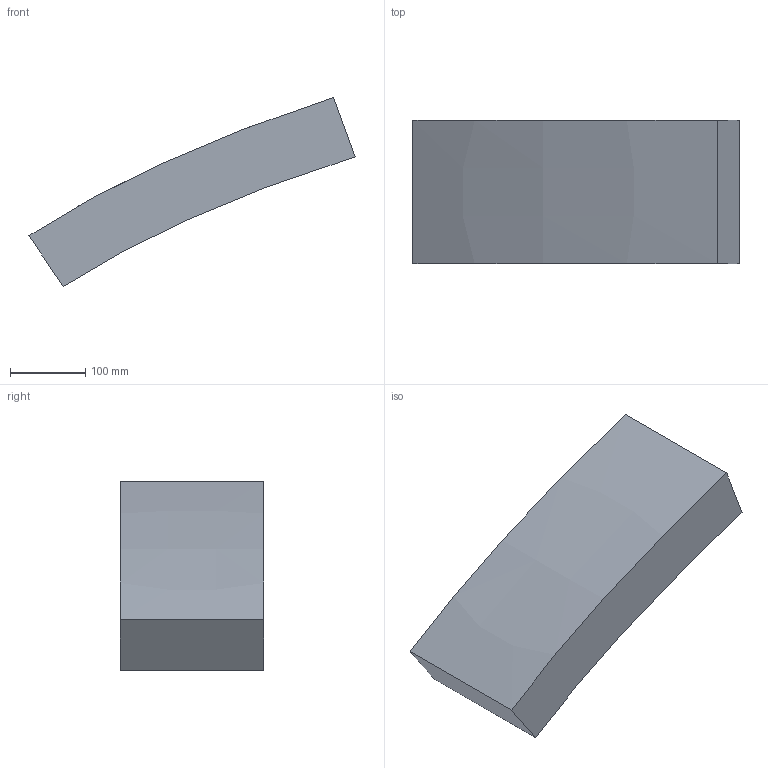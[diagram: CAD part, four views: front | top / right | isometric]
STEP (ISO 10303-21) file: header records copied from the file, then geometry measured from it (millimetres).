
FILE_DESCRIPTION(/* description */ (''),/* implementation_level */ '2;1');
FILE_NAME(/* name */ 'J - 1.step',/* time_stamp */ '2022-03-07T15:18:56-06:00',/* author */ (''),/* organization */ (''),/* preprocessor_version */ 'ST-DEVELOPER v18.1',/* originating_system */ 'Autodesk Translation Framework v10.13.0.1454',/* authorisation */ '');
FILE_SCHEMA (('AUTOMOTIVE_DESIGN { 1 0 10303 214 3 1 1 }'));
Length unit declared in the file: inch
Products named in the file (1): J - 1
Bounding box: 433.32 x 190.5 x 251.15 mm (x, y, z)
Volume: 6835500.9 mm3; surface area: 269218.7 mm2
Topology: 1 solids, 1 shells, 6 faces, 12 edges, 8 vertices
Faces by surface type: bspline 4, plane 2
Entity records: 327 total; most frequent: CARTESIAN_POINT 199, ORIENTED_EDGE 24, B_SPLINE_CURVE_WITH_KNOTS 12, EDGE_CURVE 12, VERTEX_POINT 8, FACE_OUTER_BOUND 6, EDGE_LOOP 6, ADVANCED_FACE 6
